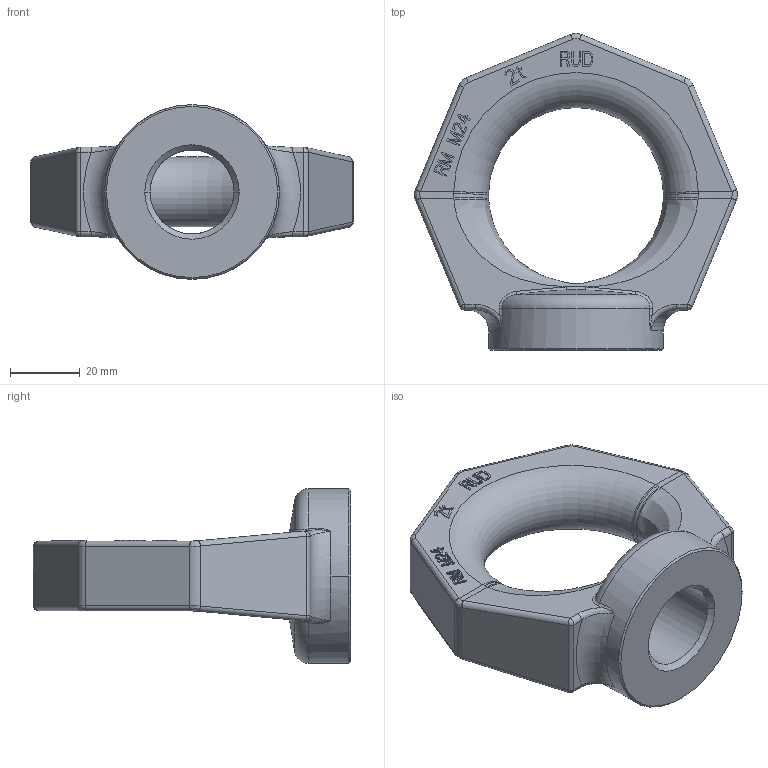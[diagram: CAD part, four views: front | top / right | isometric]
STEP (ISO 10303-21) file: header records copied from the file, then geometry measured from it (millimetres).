
FILE_DESCRIPTION((''),'2;1');
FILE_NAME('001-M31737-P-1','2004-10-07T',('Leichs'),(''),'PRO/ENGINEER BY PARAMETRIC TECHNOLOGY CORPORATION, 2001400','PRO/ENGINEER BY PARAMETRIC TECHNOLOGY CORPORATION, 2001400','');
FILE_SCHEMA(('CONFIG_CONTROL_DESIGN'));
Length unit declared in the file: millimetre
Products named in the file (1): 001-M31737-P-1
Bounding box: 92.42 x 90.7 x 50 mm (x, y, z)
Volume: 91548.8 mm3; surface area: 19351.3 mm2
Topology: 1 solids, 1 shells, 350 faces, 933 edges, 596 vertices
Faces by surface type: plane 248, bspline 44, cylinder 33, torus 15, cone 6, sphere 4
Entity records: 13091 total; most frequent: CARTESIAN_POINT 4651, ORIENTED_EDGE 1866, DIRECTION 1547, EDGE_CURVE 933, VECTOR 719, LINE 719, VERTEX_POINT 596, AXIS2_PLACEMENT_3D 414
